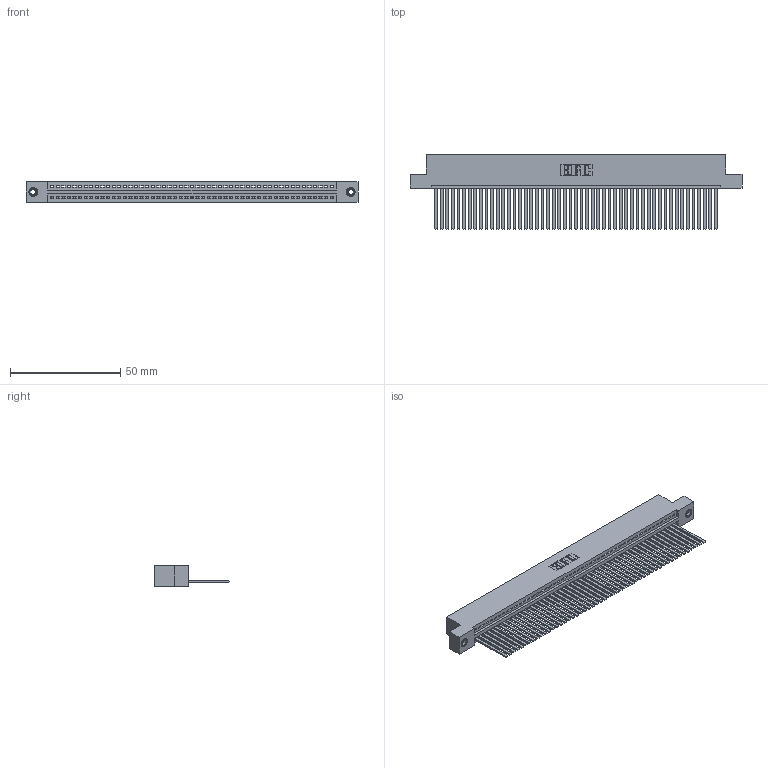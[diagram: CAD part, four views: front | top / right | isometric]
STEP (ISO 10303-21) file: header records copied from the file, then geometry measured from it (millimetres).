
FILE_DESCRIPTION (( 'STEP AP203' ), '1' );
FILE_NAME ('345-051-544-108.STEP', '2019-10-09T16:35:46', ( '' ), ( '' ), 'SwSTEP 2.0', 'SolidWorks 2016', '' );
FILE_SCHEMA (( 'CONFIG_CONTROL_DESIGN' ));
Length unit declared in the file: inch
Products named in the file (4): 345-292-001_345-293-144; 345-051-544-108; 345 Part_Flush Mounting Lugs - 0.156 Dia-TI; 345-250-001_345-250-003-102
Assembly tree (54 placements, depth 2):
  345-051-544-108
    345 Part_Flush Mounting Lugs - 0.156 Dia-TI
    345-292-001_345-293-144  x51
    345-250-001_345-250-003-102  x2
Bounding box: 150.75 x 33.96 x 9.4 mm (x, y, z)
Volume: 14976.1 mm3; surface area: 21816.6 mm2
Topology: 54 solids, 54 shells, 2838 faces, 8535 edges, 5614 vertices
Faces by surface type: plane 1948, cylinder 874, cone 12, torus 4
Entity records: 38174 total; most frequent: CARTESIAN_POINT 6592, ORIENTED_EDGE 6570, DIRECTION 5769, EDGE_CURVE 3285, LINE 2933, VECTOR 2933, VERTEX_POINT 2184, AXIS2_PLACEMENT_3D 1418
